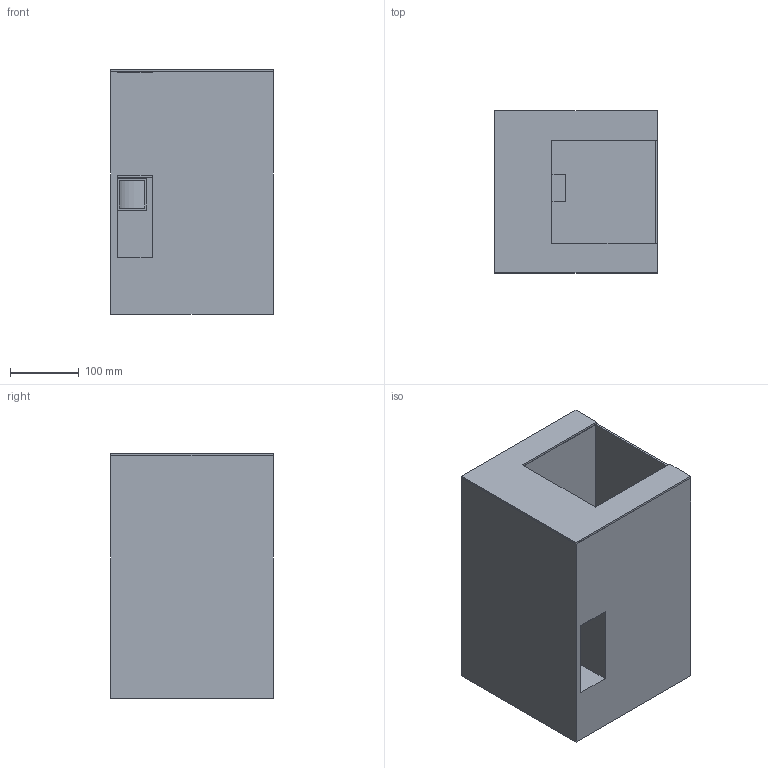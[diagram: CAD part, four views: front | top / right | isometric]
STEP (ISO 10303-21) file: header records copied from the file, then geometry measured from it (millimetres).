
FILE_DESCRIPTION(/* description */ (''),/* implementation_level */ '2;1');
FILE_NAME(/* name */ 'Main Box v6.step',/* time_stamp */ '2025-08-06T01:00:00-04:00',/* author */ (''),/* organization */ (''),/* preprocessor_version */ 'ST-DEVELOPER v20.1',/* originating_system */ 'Autodesk Translation Framework v14.10.0.0',/* authorisation */ '');
FILE_SCHEMA (('AUTOMOTIVE_DESIGN { 1 0 10303 214 3 1 1 }'));
Length unit declared in the file: millimetre
Products named in the file (3): Main Box; Big Tube; Chute
Assembly tree (2 placements, depth 2):
  Main Box
    Big Tube
    Chute
Bounding box: 236.2 x 236.2 x 356 mm (x, y, z)
Volume: 1967767.5 mm3; surface area: 1280781.3 mm2
Topology: 9 solids, 9 shells, 219 faces, 569 edges, 371 vertices
Faces by surface type: plane 194, bspline 16, cylinder 9
Full cylindrical faces by diameter (mm): 1.623 x2, 4.92 x1, 5.87 x1, 8 x1
Entity records: 7344 total; most frequent: CARTESIAN_POINT 1976, ORIENTED_EDGE 1138, DIRECTION 951, EDGE_CURVE 569, LINE 499, VECTOR 499, VERTEX_POINT 371, EDGE_LOOP 250
